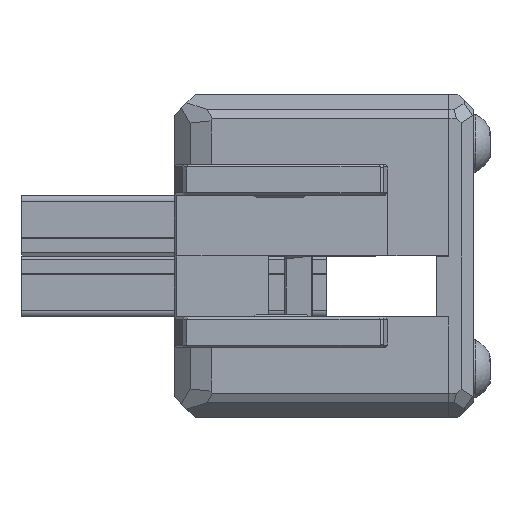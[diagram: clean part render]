
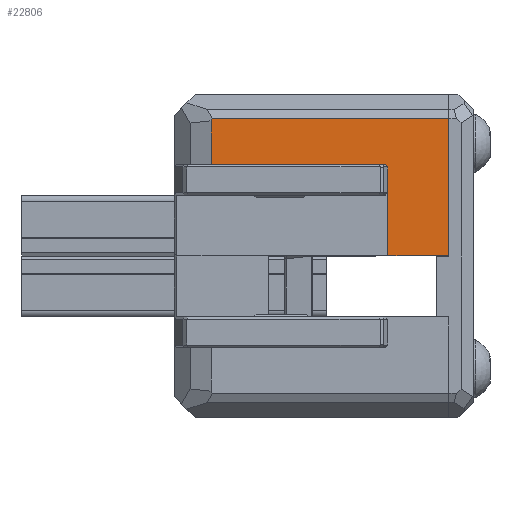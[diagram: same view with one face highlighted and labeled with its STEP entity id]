
A CAD part, left-side view. The second image highlights one B-rep face of the part: STEP entity #22806.
In plain terms, the highlighted planar face has unit normal (-1, 0, 0).
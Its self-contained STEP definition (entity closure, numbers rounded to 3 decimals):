
#1984=FACE_OUTER_BOUND('',#3290,.T.);
#3290=EDGE_LOOP('',(#20232,#20233,#20234,#20235,#20236,#20237,#20238,#20239));
#5913=LINE('',#37532,#8712);
#5954=LINE('',#37618,#8753);
#5956=LINE('',#37621,#8755);
#5985=LINE('',#37680,#8784);
#5986=LINE('',#37682,#8785);
#5987=LINE('',#37684,#8786);
#5988=LINE('',#37686,#8787);
#5989=LINE('',#37687,#8788);
#8712=VECTOR('',#30291,1000.);
#8753=VECTOR('',#30366,10.);
#8755=VECTOR('',#30370,10.);
#8784=VECTOR('',#30419,1000.);
#8785=VECTOR('',#30420,1000.);
#8786=VECTOR('',#30421,10.);
#8787=VECTOR('',#30422,10.);
#8788=VECTOR('',#30423,10.);
#10878=VERTEX_POINT('',#37529);
#10879=VERTEX_POINT('',#37531);
#10906=VERTEX_POINT('',#37615);
#10907=VERTEX_POINT('',#37617);
#10927=VERTEX_POINT('',#37679);
#10928=VERTEX_POINT('',#37681);
#10929=VERTEX_POINT('',#37683);
#10930=VERTEX_POINT('',#37685);
#13980=EDGE_CURVE('',#10878,#10879,#5913,.T.);
#14023=EDGE_CURVE('',#10907,#10906,#5954,.T.);
#14025=EDGE_CURVE('',#10907,#10878,#5956,.F.);
#14054=EDGE_CURVE('',#10906,#10927,#5985,.T.);
#14055=EDGE_CURVE('',#10928,#10927,#5986,.T.);
#14056=EDGE_CURVE('',#10928,#10929,#5987,.F.);
#14057=EDGE_CURVE('',#10930,#10929,#5988,.T.);
#14058=EDGE_CURVE('',#10879,#10930,#5989,.T.);
#20232=ORIENTED_EDGE('',*,*,#14023,.T.);
#20233=ORIENTED_EDGE('',*,*,#14054,.T.);
#20234=ORIENTED_EDGE('',*,*,#14055,.F.);
#20235=ORIENTED_EDGE('',*,*,#14056,.T.);
#20236=ORIENTED_EDGE('',*,*,#14057,.F.);
#20237=ORIENTED_EDGE('',*,*,#14058,.F.);
#20238=ORIENTED_EDGE('',*,*,#13980,.F.);
#20239=ORIENTED_EDGE('',*,*,#14025,.F.);
#21590=PLANE('',#24647);
#22806=ADVANCED_FACE('',(#1984),#21590,.T.);
#24647=AXIS2_PLACEMENT_3D('',#37678,#30417,#30418);
#30291=DIRECTION('',(0.,1.,0.));
#30366=DIRECTION('',(0.,0.,-1.));
#30370=DIRECTION('',(0.,-0.707,-0.707));
#30417=DIRECTION('center_axis',(-1.,0.,0.));
#30418=DIRECTION('ref_axis',(0.,1.,0.));
#30419=DIRECTION('',(0.,-1.,0.));
#30420=DIRECTION('',(0.,0.,-1.));
#30421=DIRECTION('',(0.,-1.,0.));
#30422=DIRECTION('',(0.,-0.572,0.82));
#30423=DIRECTION('',(0.,0.,1.));
#37529=CARTESIAN_POINT('',(-94.878,3.247,103.406));
#37531=CARTESIAN_POINT('',(-94.878,31.847,103.406));
#37532=CARTESIAN_POINT('',(-94.878,-5.403,103.406));
#37615=CARTESIAN_POINT('',(-94.878,2.847,88.406));
#37617=CARTESIAN_POINT('',(-94.878,2.847,103.006));
#37618=CARTESIAN_POINT('',(-94.878,2.847,95.033));
#37621=CARTESIAN_POINT('',(-94.878,2.235,102.394));
#37678=CARTESIAN_POINT('Origin',(-94.878,16.347,86.659));
#37679=CARTESIAN_POINT('',(-94.878,-7.153,88.406));
#37680=CARTESIAN_POINT('',(-94.878,16.347,88.406));
#37681=CARTESIAN_POINT('',(-94.878,-7.153,110.906));
#37682=CARTESIAN_POINT('',(-94.878,-7.153,101.906));
#37683=CARTESIAN_POINT('',(-94.878,31.617,110.906));
#37684=CARTESIAN_POINT('',(-94.878,17.684,110.906));
#37685=CARTESIAN_POINT('',(-94.878,31.847,110.576));
#37686=CARTESIAN_POINT('',(-94.878,36.907,103.314));
#37687=CARTESIAN_POINT('',(-94.878,31.847,95.033));
